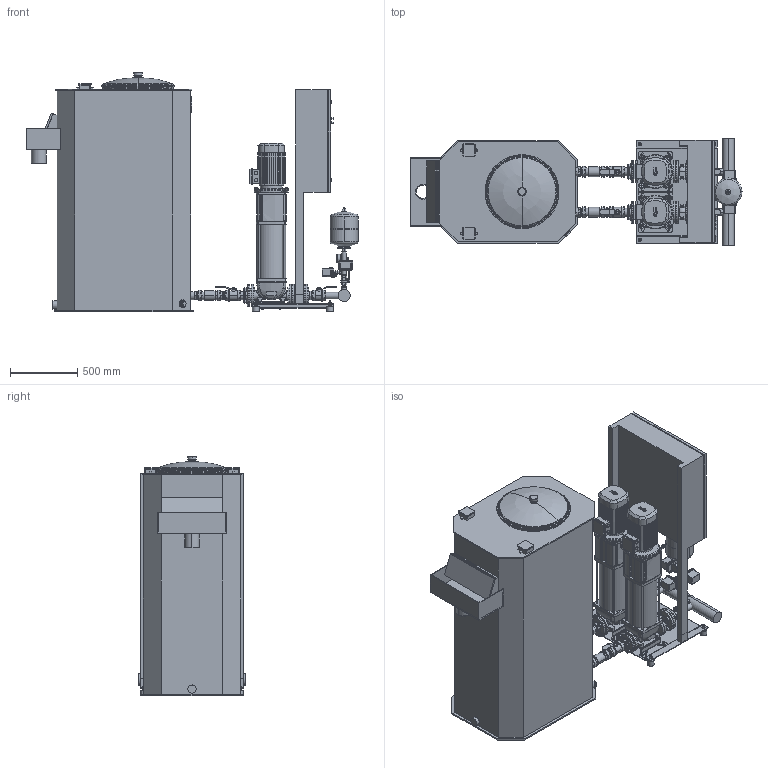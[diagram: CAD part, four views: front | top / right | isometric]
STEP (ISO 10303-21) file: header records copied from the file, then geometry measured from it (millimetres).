
FILE_DESCRIPTION((''),'2;1');
FILE_NAME('3d_FLACompact-2HELIXV2206DS16-2540141.stp','2016-01-25T12:58:18',(''),(''),'Mechanical Desktop 2009','Mechanical Desktop 2009',', , ');
FILE_SCHEMA(('CONFIG_CONTROL_DESIGN'));
Length unit declared in the file: millimetre
Products named in the file (1): Product
Bounding box: 2460 x 800 x 1775 mm (x, y, z)
Volume: 1367712114.5 mm3; surface area: 18212975.8 mm2
Topology: 145 solids, 145 shells, 5015 faces, 12538 edges, 8089 vertices
Faces by surface type: plane 1826, bspline 1785, cylinder 1009, cone 201, torus 188, sphere 6
Entity records: 168142 total; most frequent: CARTESIAN_POINT 50397, ORIENTED_EDGE 25060, DIRECTION 22817, EDGE_CURVE 12530, VERTEX_POINT 8089, VECTOR 7835, LINE 7835, AXIS2_PLACEMENT_3D 7491
